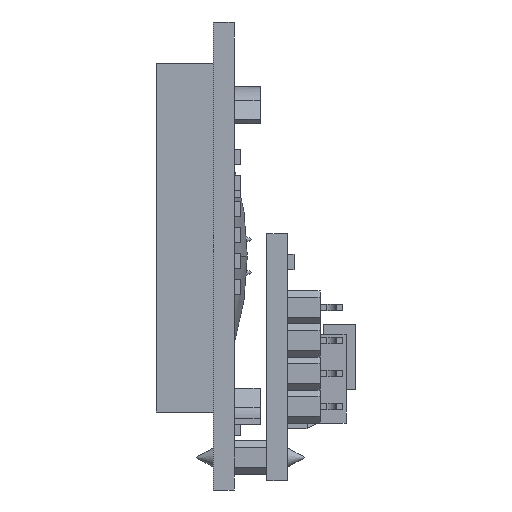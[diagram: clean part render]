
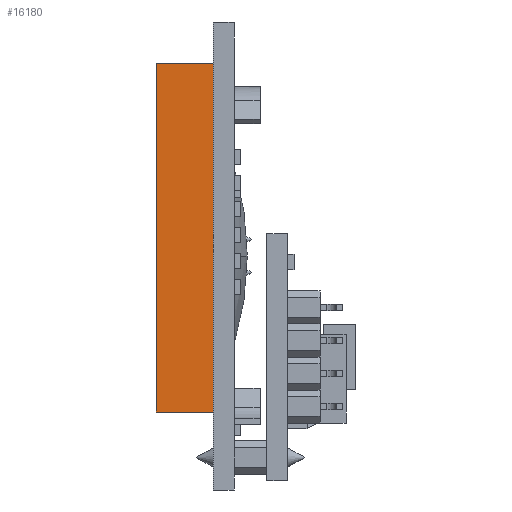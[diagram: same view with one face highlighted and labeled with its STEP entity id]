
A CAD part, left-side view. The second image highlights one B-rep face of the part: STEP entity #16180.
In plain terms, the highlighted planar face has unit normal (-1, 0, 0).
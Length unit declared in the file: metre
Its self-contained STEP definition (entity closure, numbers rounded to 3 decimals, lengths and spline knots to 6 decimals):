
#4293=ORIENTED_EDGE('',*,*,#7371,.T.);
#4294=ORIENTED_EDGE('',*,*,#7370,.F.);
#4295=ORIENTED_EDGE('',*,*,#7361,.F.);
#4296=ORIENTED_EDGE('',*,*,#7366,.T.);
#7361=EDGE_CURVE('',#8927,#8928,#10777,.T.);
#7366=EDGE_CURVE('',#8927,#8932,#10782,.T.);
#7370=EDGE_CURVE('',#8928,#8933,#10786,.T.);
#7371=EDGE_CURVE('',#8932,#8933,#10787,.T.);
#8927=VERTEX_POINT('',#28781);
#8928=VERTEX_POINT('',#28782);
#8932=VERTEX_POINT('',#28791);
#8933=VERTEX_POINT('',#28796);
#10777=LINE('',#28780,#12681);
#10782=LINE('',#28792,#12686);
#10786=LINE('',#28799,#12690);
#10787=LINE('',#28801,#12691);
#12681=VECTOR('',#24147,1.);
#12686=VECTOR('',#24154,1.);
#12690=VECTOR('',#24160,1.);
#12691=VECTOR('',#24163,1.);
#13545=EDGE_LOOP('',(#4293,#4294,#4295,#4296));
#14517=FACE_BOUND('',#13545,.T.);
#15405=PLANE('',#20251);
#16180=ADVANCED_FACE('',(#14517),#15405,.F.);
#20251=AXIS2_PLACEMENT_3D('',#28800,#24161,#24162);
#24147=DIRECTION('',(0.,0.,1.));
#24154=DIRECTION('',(0.,-1.,0.));
#24160=DIRECTION('',(0.,-1.,0.));
#24161=DIRECTION('',(1.,0.,0.));
#24162=DIRECTION('',(0.,0.,-1.));
#24163=DIRECTION('',(0.,0.,1.));
#28780=CARTESIAN_POINT('',(-0.03565,0.006,-0.012));
#28781=CARTESIAN_POINT('',(-0.03565,0.006,-0.012));
#28782=CARTESIAN_POINT('',(-0.03565,0.006,0.0148));
#28791=CARTESIAN_POINT('',(-0.03565,0.0016,-0.012));
#28792=CARTESIAN_POINT('',(-0.03565,0.006,-0.012));
#28796=CARTESIAN_POINT('',(-0.03565,0.0016,0.0148));
#28799=CARTESIAN_POINT('',(-0.03565,0.006,0.0148));
#28800=CARTESIAN_POINT('',(-0.03565,0.006,-0.012));
#28801=CARTESIAN_POINT('',(-0.03565,0.0016,-0.012));
